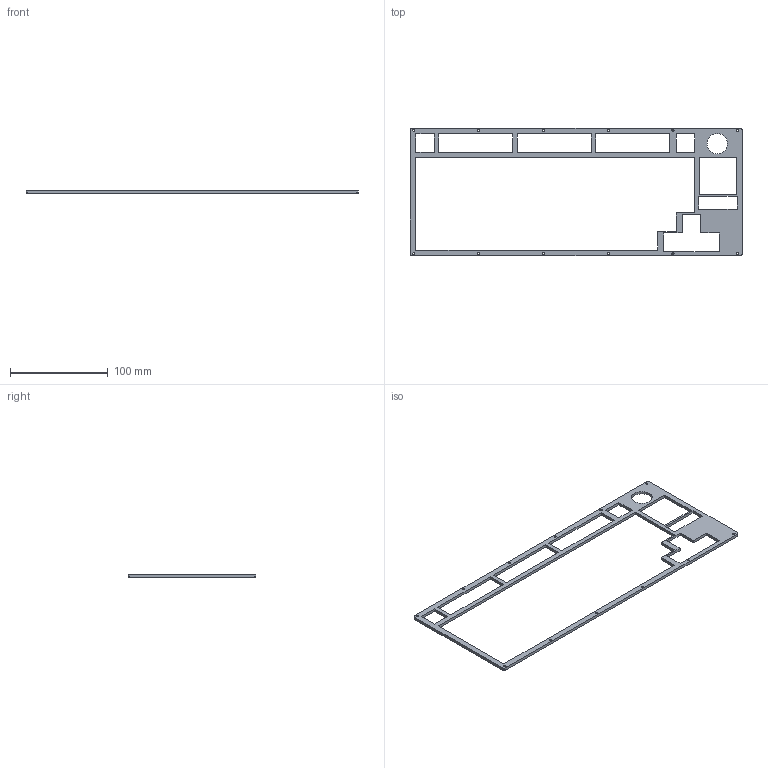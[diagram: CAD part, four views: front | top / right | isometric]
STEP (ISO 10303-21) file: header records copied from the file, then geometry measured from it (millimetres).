
FILE_DESCRIPTION(/* description */ (''),/* implementation_level */ '2;1');
FILE_NAME(/* name */ 'top_plate.stp',/* time_stamp */ '2024-09-25T20:16:17-04:00',/* author */ ('Moe'),/* organization */ (''),/* preprocessor_version */ 'ST-DEVELOPER v20',/* originating_system */ 'Autodesk Inventor 2024',/* authorisation */ '');
FILE_SCHEMA (('AUTOMOTIVE_DESIGN { 1 0 10303 214 3 1 1 }'));
Length unit declared in the file: millimetre
Products named in the file (1): top_plate PCB
Bounding box: 340 x 131 x 3 mm (x, y, z)
Volume: 28540.6 mm3; surface area: 28091.3 mm2
Topology: 1 solids, 1 shells, 107 faces, 315 edges, 210 vertices
Faces by surface type: plane 94, cylinder 13
Full cylindrical faces by diameter (mm): 2.2 x12, 21 x1
Entity records: 3655 total; most frequent: CARTESIAN_POINT 633, ORIENTED_EDGE 630, DIRECTION 557, EDGE_CURVE 315, LINE 289, VECTOR 289, VERTEX_POINT 210, EDGE_LOOP 151
